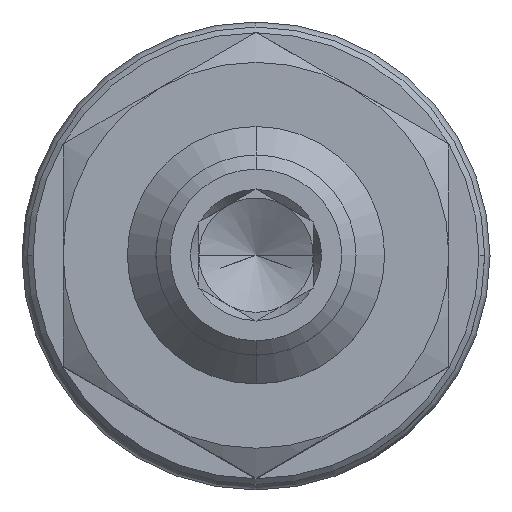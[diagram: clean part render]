
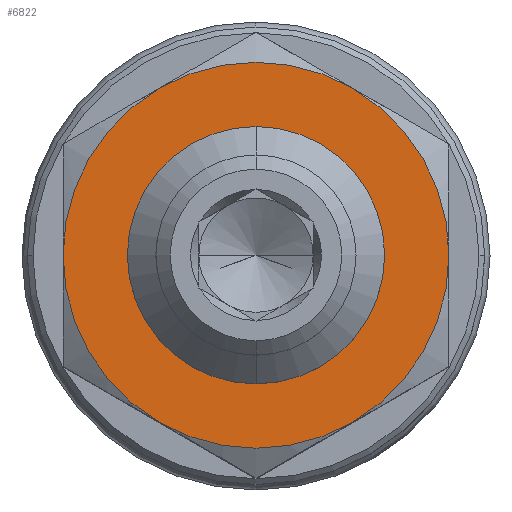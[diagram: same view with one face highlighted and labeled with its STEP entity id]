
A CAD part, top view. The second image highlights one B-rep face of the part: STEP entity #6822.
In plain terms, the highlighted planar face has unit normal (0, 0, 1).
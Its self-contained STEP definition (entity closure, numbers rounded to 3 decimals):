
#2807=CARTESIAN_POINT('',(0.,0.,9.));
#2808=DIRECTION('',(0.,0.,1.));
#2809=DIRECTION('',(-0.5,0.866,0.));
#2810=AXIS2_PLACEMENT_3D('',#2807,#2808,#2809);
#2815=CARTESIAN_POINT('',(0.,0.,9.));
#2816=DIRECTION('',(0.,0.,1.));
#2817=DIRECTION('',(0.5,0.866,0.));
#2818=AXIS2_PLACEMENT_3D('',#2815,#2816,#2817);
#2823=CARTESIAN_POINT('',(0.,0.,9.));
#2824=DIRECTION('',(0.,0.,1.));
#2825=DIRECTION('',(1.,0.,0.));
#2826=AXIS2_PLACEMENT_3D('',#2823,#2824,#2825);
#2831=CARTESIAN_POINT('',(0.,0.,9.));
#2832=DIRECTION('',(0.,0.,1.));
#2833=DIRECTION('',(0.5,-0.866,0.));
#2834=AXIS2_PLACEMENT_3D('',#2831,#2832,#2833);
#2839=CARTESIAN_POINT('',(0.,0.,9.));
#2840=DIRECTION('',(0.,0.,1.));
#2841=DIRECTION('',(-0.5,-0.866,0.));
#2842=AXIS2_PLACEMENT_3D('',#2839,#2840,#2841);
#2847=CARTESIAN_POINT('',(0.,0.,9.));
#2848=DIRECTION('',(0.,0.,1.));
#2849=DIRECTION('',(-1.,0.,0.));
#2850=AXIS2_PLACEMENT_3D('',#2847,#2848,#2849);
#3021=CARTESIAN_POINT('',(0.,0.,9.));
#3022=DIRECTION('',(0.,0.,-1.));
#3023=DIRECTION('',(0.,1.,0.));
#3024=AXIS2_PLACEMENT_3D('',#3021,#3022,#3023);
#3029=CARTESIAN_POINT('',(0.,0.,9.));
#3030=DIRECTION('',(0.,0.,-1.));
#3031=DIRECTION('',(0.,-1.,0.));
#3032=AXIS2_PLACEMENT_3D('',#3029,#3030,#3031);
#4189=CARTESIAN_POINT('',(-6.75,11.691,9.));
#4190=CARTESIAN_POINT('',(-13.5,0.,9.));
#4191=VERTEX_POINT('',#4189);
#4192=VERTEX_POINT('',#4190);
#4193=CARTESIAN_POINT('',(-6.75,-11.691,9.));
#4194=VERTEX_POINT('',#4193);
#4195=CARTESIAN_POINT('',(6.75,-11.691,9.));
#4196=VERTEX_POINT('',#4195);
#4197=CARTESIAN_POINT('',(13.5,0.,9.));
#4198=VERTEX_POINT('',#4197);
#4199=CARTESIAN_POINT('',(6.75,11.691,9.));
#4200=VERTEX_POINT('',#4199);
#4231=CARTESIAN_POINT('',(0.,9.,9.));
#4232=CARTESIAN_POINT('',(0.,-9.,9.));
#4233=VERTEX_POINT('',#4231);
#4234=VERTEX_POINT('',#4232);
#6798=CARTESIAN_POINT('',(-13.5,7.794,9.));
#6799=DIRECTION('',(0.,0.,1.));
#6800=DIRECTION('',(1.,0.,0.));
#6801=AXIS2_PLACEMENT_3D('',#6798,#6799,#6800);
#6802=PLANE('',#6801);
#6804=ORIENTED_EDGE('',*,*,#6803,.F.);
#6806=ORIENTED_EDGE('',*,*,#6805,.F.);
#6808=ORIENTED_EDGE('',*,*,#6807,.F.);
#6810=ORIENTED_EDGE('',*,*,#6809,.F.);
#6812=ORIENTED_EDGE('',*,*,#6811,.F.);
#6813=ORIENTED_EDGE('',*,*,#6793,.F.);
#6814=EDGE_LOOP('',(#6804,#6806,#6808,#6810,#6812,#6813));
#6815=FACE_OUTER_BOUND('',#6814,.F.);
#6817=ORIENTED_EDGE('',*,*,#6816,.F.);
#6819=ORIENTED_EDGE('',*,*,#6818,.F.);
#6820=EDGE_LOOP('',(#6817,#6819));
#6821=FACE_BOUND('',#6820,.F.);
#2811=CIRCLE('',#2810,13.5);
#2819=CIRCLE('',#2818,13.5);
#2827=CIRCLE('',#2826,13.5);
#2835=CIRCLE('',#2834,13.5);
#2843=CIRCLE('',#2842,13.5);
#2851=CIRCLE('',#2850,13.5);
#3025=CIRCLE('',#3024,9.);
#3033=CIRCLE('',#3032,9.);
#6793=EDGE_CURVE('',#4192,#4194,#2851,.T.);
#6803=EDGE_CURVE('',#4191,#4192,#2811,.T.);
#6805=EDGE_CURVE('',#4200,#4191,#2819,.T.);
#6807=EDGE_CURVE('',#4198,#4200,#2827,.T.);
#6809=EDGE_CURVE('',#4196,#4198,#2835,.T.);
#6811=EDGE_CURVE('',#4194,#4196,#2843,.T.);
#6816=EDGE_CURVE('',#4233,#4234,#3025,.T.);
#6818=EDGE_CURVE('',#4234,#4233,#3033,.T.);
#6822=ADVANCED_FACE('',(#6815,#6821),#6802,.T.);
